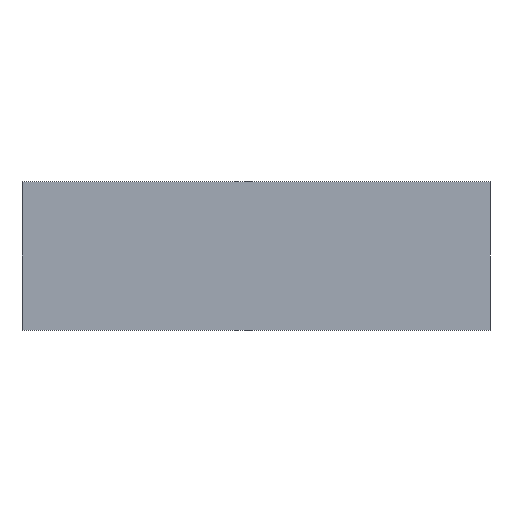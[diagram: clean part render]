
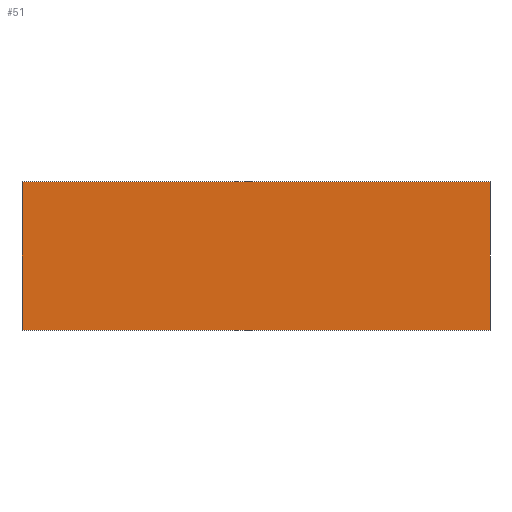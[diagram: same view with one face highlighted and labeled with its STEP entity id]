
A CAD part, front view. The second image highlights one B-rep face of the part: STEP entity #51.
In plain terms, the highlighted planar face has unit normal (0, -1, 0).
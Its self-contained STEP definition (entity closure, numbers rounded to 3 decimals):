
#3 = VECTOR ( 'NONE', #164, 1000. ) ;
#4 = ORIENTED_EDGE ( 'NONE', *, *, #17, .F. ) ;
#16 = CARTESIAN_POINT ( 'NONE',  ( 0., 0., 7. ) ) ;
#17 = EDGE_CURVE ( 'NONE', #173, #166, #184, .T. ) ;
#18 = CARTESIAN_POINT ( 'NONE',  ( 22., 0., 7. ) ) ;
#20 = VECTOR ( 'NONE', #158, 1000. ) ;
#21 = CARTESIAN_POINT ( 'NONE',  ( 0., 0., 0. ) ) ;
#24 = CARTESIAN_POINT ( 'NONE',  ( 22., 0., 7. ) ) ;
#29 = LINE ( 'NONE', #21, #3 ) ;
#31 = LINE ( 'NONE', #63, #64 ) ;
#32 = VERTEX_POINT ( 'NONE', #201 ) ;
#33 = AXIS2_PLACEMENT_3D ( 'NONE', #16, #54, #155 ) ;
#51 = ADVANCED_FACE ( 'NONE', ( #126 ), #110, .F. ) ;
#54 = DIRECTION ( 'NONE',  ( 0., 1., 0. ) ) ;
#62 = EDGE_LOOP ( 'NONE', ( #122, #4, #137, #168 ) ) ;
#63 = CARTESIAN_POINT ( 'NONE',  ( 0., 0., 7. ) ) ;
#64 = VECTOR ( 'NONE', #189, 1000. ) ;
#93 = VERTEX_POINT ( 'NONE', #176 ) ;
#94 = VECTOR ( 'NONE', #127, 1000. ) ;
#100 = CARTESIAN_POINT ( 'NONE',  ( 0., 0., 7. ) ) ;
#104 = LINE ( 'NONE', #100, #20 ) ;
#110 = PLANE ( 'NONE',  #33 ) ;
#113 = EDGE_CURVE ( 'NONE', #93, #166, #29, .T. ) ;
#121 = EDGE_CURVE ( 'NONE', #32, #173, #104, .T. ) ;
#122 = ORIENTED_EDGE ( 'NONE', *, *, #113, .T. ) ;
#126 = FACE_OUTER_BOUND ( 'NONE', #62, .T. ) ;
#127 = DIRECTION ( 'NONE',  ( 0., 0., -1. ) ) ;
#137 = ORIENTED_EDGE ( 'NONE', *, *, #121, .F. ) ;
#155 = DIRECTION ( 'NONE',  ( 0., 0., 1. ) ) ;
#158 = DIRECTION ( 'NONE',  ( 1., 0., 0. ) ) ;
#163 = CARTESIAN_POINT ( 'NONE',  ( 22., 0., 0. ) ) ;
#164 = DIRECTION ( 'NONE',  ( 1., 0., 0. ) ) ;
#166 = VERTEX_POINT ( 'NONE', #163 ) ;
#168 = ORIENTED_EDGE ( 'NONE', *, *, #182, .T. ) ;
#173 = VERTEX_POINT ( 'NONE', #24 ) ;
#176 = CARTESIAN_POINT ( 'NONE',  ( 0., 0., 0. ) ) ;
#182 = EDGE_CURVE ( 'NONE', #32, #93, #31, .T. ) ;
#184 = LINE ( 'NONE', #18, #94 ) ;
#189 = DIRECTION ( 'NONE',  ( 0., 0., -1. ) ) ;
#201 = CARTESIAN_POINT ( 'NONE',  ( 0., 0., 7. ) ) ;
